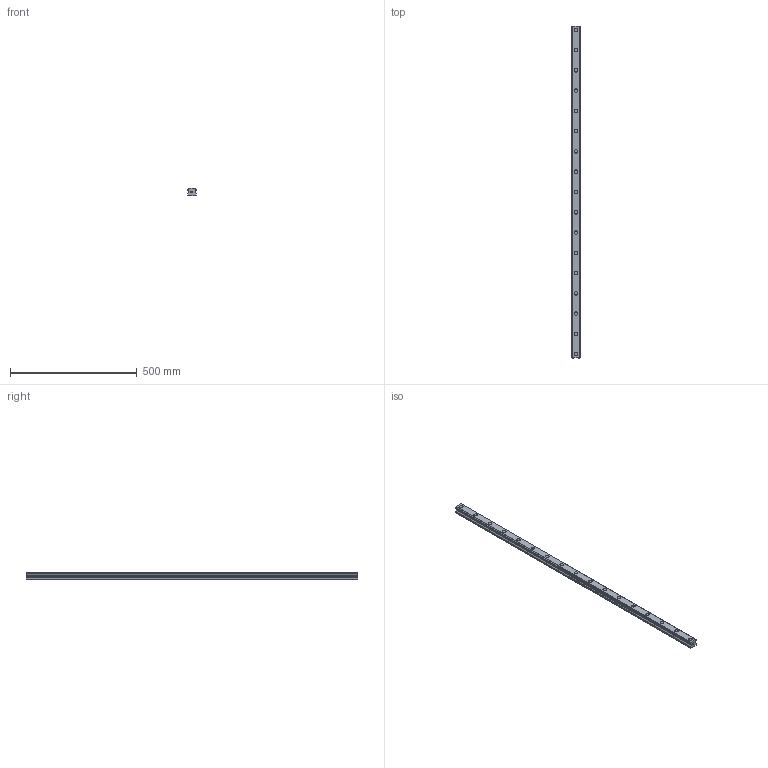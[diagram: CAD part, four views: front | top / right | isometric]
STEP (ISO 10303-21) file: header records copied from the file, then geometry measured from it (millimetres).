
FILE_DESCRIPTION(('STEP AP214'),'1');
FILE_NAME('cctmp_AB93A2EF-EA5E-49A4-AA7C-8127E319E304_2020_7_1_10_55_40_409..stp','2020-07-01T08:55:40',('HIWIN GmbH'),('CADClick - www.CADClick.com'),'Spatial InterOp 3D',' ','unknown authorization');
FILE_SCHEMA(('AUTOMOTIVE_DESIGN'));
Length unit declared in the file: millimetre
Products named in the file (1): HGR35R1310H_FILE
Bounding box: 34 x 1310 x 29 mm (x, y, z)
Volume: 1068799.1 mm3; surface area: 191383.9 mm2
Topology: 1 solids, 1 shells, 268 faces, 633 edges, 422 vertices
Faces by surface type: plane 144, cylinder 124
Entity records: 9953 total; most frequent: DIRECTION 1419, CARTESIAN_POINT 1324, ORIENTED_EDGE 1266, EDGE_CURVE 633, AXIS2_PLACEMENT_3D 517, VERTEX_POINT 422, LINE 385, VECTOR 385
